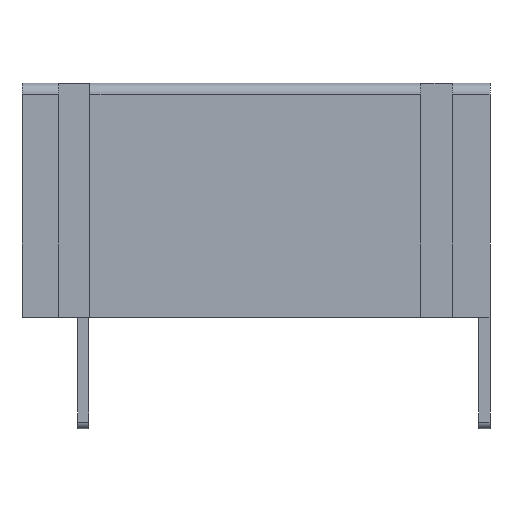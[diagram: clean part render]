
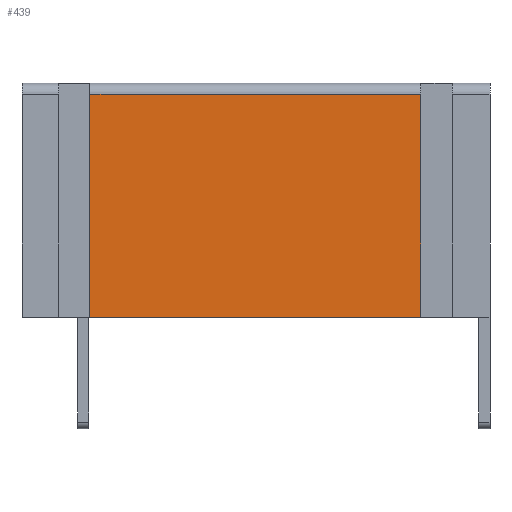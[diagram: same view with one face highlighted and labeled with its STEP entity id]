
A CAD part, front view. The second image highlights one B-rep face of the part: STEP entity #439.
In plain terms, the highlighted planar face has unit normal (0, -1, 0).
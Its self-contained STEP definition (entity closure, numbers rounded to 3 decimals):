
#83 = CARTESIAN_POINT ( 'NONE',  ( 17.9, 0., 0. ) ) ;
#127 = VECTOR ( 'NONE', #1121, 1000. ) ;
#151 = DIRECTION ( 'NONE',  ( 1., 0., 0. ) ) ;
#315 = DIRECTION ( 'NONE',  ( 0., 0., 1. ) ) ;
#439 = ADVANCED_FACE ( 'NONE', ( #1421 ), #3252, .F. ) ;
#479 = EDGE_CURVE ( 'NONE', #1128, #1984, #577, .T. ) ;
#495 = LINE ( 'NONE', #2072, #505 ) ;
#505 = VECTOR ( 'NONE', #721, 1000. ) ;
#526 = ORIENTED_EDGE ( 'NONE', *, *, #479, .F. ) ;
#550 = CARTESIAN_POINT ( 'NONE',  ( 3.05, 0., 10. ) ) ;
#577 = LINE ( 'NONE', #2458, #2984 ) ;
#721 = DIRECTION ( 'NONE',  ( 1., 0., 0. ) ) ;
#891 = CARTESIAN_POINT ( 'NONE',  ( 0., 0., 0. ) ) ;
#947 = ORIENTED_EDGE ( 'NONE', *, *, #2765, .F. ) ;
#1033 = ORIENTED_EDGE ( 'NONE', *, *, #2966, .F. ) ;
#1050 = ORIENTED_EDGE ( 'NONE', *, *, #2836, .T. ) ;
#1121 = DIRECTION ( 'NONE',  ( 0., 0., -1. ) ) ;
#1126 = DIRECTION ( 'NONE',  ( 0., 0., 1. ) ) ;
#1128 = VERTEX_POINT ( 'NONE', #2023 ) ;
#1182 = VERTEX_POINT ( 'NONE', #1563 ) ;
#1208 = LINE ( 'NONE', #891, #1566 ) ;
#1421 = FACE_OUTER_BOUND ( 'NONE', #1623, .T. ) ;
#1541 = AXIS2_PLACEMENT_3D ( 'NONE', #2136, #2474, #315 ) ;
#1563 = CARTESIAN_POINT ( 'NONE',  ( 17.9, 0., 0. ) ) ;
#1566 = VECTOR ( 'NONE', #151, 1000. ) ;
#1623 = EDGE_LOOP ( 'NONE', ( #526, #1050, #947, #1033 ) ) ;
#1984 = VERTEX_POINT ( 'NONE', #550 ) ;
#2023 = CARTESIAN_POINT ( 'NONE',  ( 3.05, 0., 0. ) ) ;
#2072 = CARTESIAN_POINT ( 'NONE',  ( 0., 0., 10. ) ) ;
#2136 = CARTESIAN_POINT ( 'NONE',  ( 0., 0., 0. ) ) ;
#2271 = VERTEX_POINT ( 'NONE', #3409 ) ;
#2455 = LINE ( 'NONE', #83, #127 ) ;
#2458 = CARTESIAN_POINT ( 'NONE',  ( 3.05, 0., 0. ) ) ;
#2474 = DIRECTION ( 'NONE',  ( 0., 1., 0. ) ) ;
#2765 = EDGE_CURVE ( 'NONE', #2271, #1182, #2455, .T. ) ;
#2836 = EDGE_CURVE ( 'NONE', #1128, #1182, #1208, .T. ) ;
#2966 = EDGE_CURVE ( 'NONE', #1984, #2271, #495, .T. ) ;
#2984 = VECTOR ( 'NONE', #1126, 1000. ) ;
#3252 = PLANE ( 'NONE',  #1541 ) ;
#3409 = CARTESIAN_POINT ( 'NONE',  ( 17.9, 0., 10. ) ) ;
